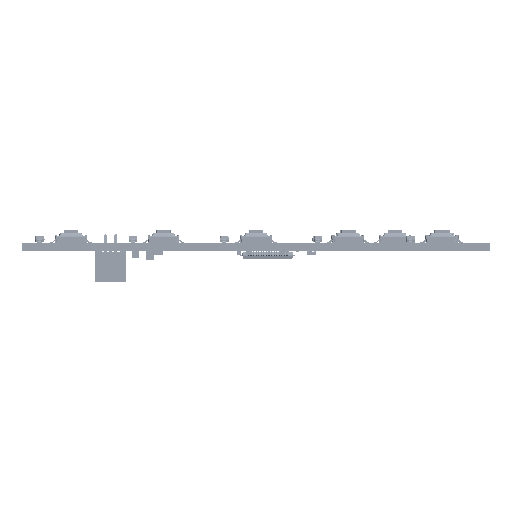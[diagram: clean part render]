
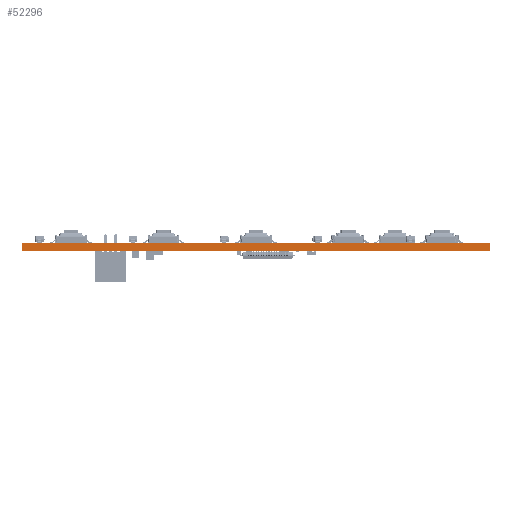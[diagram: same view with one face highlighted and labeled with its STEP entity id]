
A CAD part, front view. The second image highlights one B-rep face of the part: STEP entity #52296.
In plain terms, the highlighted planar face has unit normal (0, -1, 0).
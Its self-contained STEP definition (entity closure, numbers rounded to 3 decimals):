
#52296 = ADVANCED_FACE('',(#52297),#52331,.T.);
#52297 = FACE_BOUND('',#52298,.T.);
#52298 = EDGE_LOOP('',(#52299,#52309,#52317,#52325));
#52299 = ORIENTED_EDGE('',*,*,#52300,.T.);
#52300 = EDGE_CURVE('',#52301,#52303,#52305,.T.);
#52301 = VERTEX_POINT('',#52302);
#52302 = CARTESIAN_POINT('',(328.5,-307.71,0.));
#52303 = VERTEX_POINT('',#52304);
#52304 = CARTESIAN_POINT('',(328.5,-307.71,1.6));
#52305 = LINE('',#52306,#52307);
#52306 = CARTESIAN_POINT('',(328.5,-307.71,0.));
#52307 = VECTOR('',#52308,1.);
#52308 = DIRECTION('',(0.,0.,1.));
#52309 = ORIENTED_EDGE('',*,*,#52310,.T.);
#52310 = EDGE_CURVE('',#52303,#52311,#52313,.T.);
#52311 = VERTEX_POINT('',#52312);
#52312 = CARTESIAN_POINT('',(237.5,-307.71,1.6));
#52313 = LINE('',#52314,#52315);
#52314 = CARTESIAN_POINT('',(328.5,-307.71,1.6));
#52315 = VECTOR('',#52316,1.);
#52316 = DIRECTION('',(-1.,0.,0.));
#52317 = ORIENTED_EDGE('',*,*,#52318,.F.);
#52318 = EDGE_CURVE('',#52319,#52311,#52321,.T.);
#52319 = VERTEX_POINT('',#52320);
#52320 = CARTESIAN_POINT('',(237.5,-307.71,0.));
#52321 = LINE('',#52322,#52323);
#52322 = CARTESIAN_POINT('',(237.5,-307.71,0.));
#52323 = VECTOR('',#52324,1.);
#52324 = DIRECTION('',(0.,0.,1.));
#52325 = ORIENTED_EDGE('',*,*,#52326,.F.);
#52326 = EDGE_CURVE('',#52301,#52319,#52327,.T.);
#52327 = LINE('',#52328,#52329);
#52328 = CARTESIAN_POINT('',(328.5,-307.71,0.));
#52329 = VECTOR('',#52330,1.);
#52330 = DIRECTION('',(-1.,0.,0.));
#52331 = PLANE('',#52332);
#52332 = AXIS2_PLACEMENT_3D('',#52333,#52334,#52335);
#52333 = CARTESIAN_POINT('',(328.5,-307.71,0.));
#52334 = DIRECTION('',(0.,-1.,0.));
#52335 = DIRECTION('',(-1.,0.,0.));
